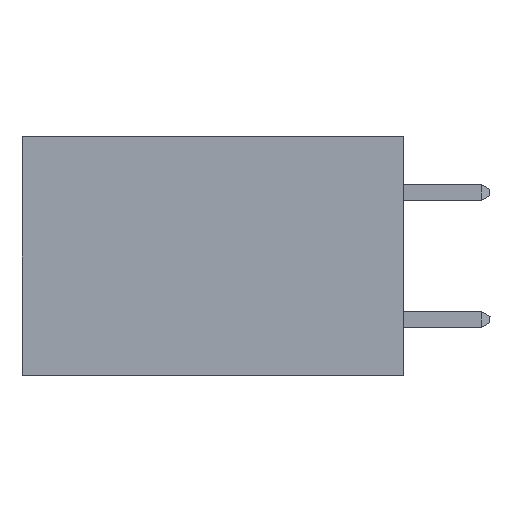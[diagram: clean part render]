
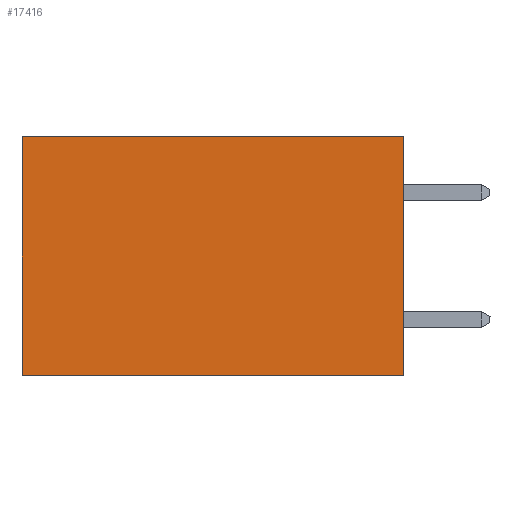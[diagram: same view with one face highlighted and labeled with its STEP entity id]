
A CAD part, left-side view. The second image highlights one B-rep face of the part: STEP entity #17416.
In plain terms, the highlighted planar face has unit normal (-1, 0, 0).
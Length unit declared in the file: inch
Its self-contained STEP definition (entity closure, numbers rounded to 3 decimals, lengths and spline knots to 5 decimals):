
#18 = CARTESIAN_POINT ( 'NONE',  ( 0.2875, 0., 0. ) ) ;
#323 = EDGE_CURVE ( 'NONE', #13096, #6444, #17198, .T. ) ;
#929 = ORIENTED_EDGE ( 'NONE', *, *, #323, .F. ) ;
#983 = DIRECTION ( 'NONE',  ( 0., 0., -1. ) ) ;
#1888 = DIRECTION ( 'NONE',  ( 0., 0., -1. ) ) ;
#3182 = VECTOR ( 'NONE', #5329, 39.37008 ) ;
#3335 = ORIENTED_EDGE ( 'NONE', *, *, #14429, .T. ) ;
#3385 = DIRECTION ( 'NONE',  ( 1., 0., 0. ) ) ;
#4304 = DIRECTION ( 'NONE',  ( 0., 1., 0. ) ) ;
#4798 = CARTESIAN_POINT ( 'NONE',  ( 0.2875, 0., -0.375 ) ) ;
#4811 = VECTOR ( 'NONE', #983, 39.37008 ) ;
#5329 = DIRECTION ( 'NONE',  ( 0., 1., 0. ) ) ;
#5346 = CARTESIAN_POINT ( 'NONE',  ( 0.2875, 0., 0. ) ) ;
#5692 = FACE_OUTER_BOUND ( 'NONE', #12779, .T. ) ;
#5965 = LINE ( 'NONE', #11688, #13186 ) ;
#6356 = ORIENTED_EDGE ( 'NONE', *, *, #12424, .T. ) ;
#6444 = VERTEX_POINT ( 'NONE', #15970 ) ;
#6947 = CARTESIAN_POINT ( 'NONE',  ( 0.2875, 0.6, 0. ) ) ;
#7941 = CARTESIAN_POINT ( 'NONE',  ( 0.2875, 0., -0.375 ) ) ;
#8852 = VERTEX_POINT ( 'NONE', #6947 ) ;
#9802 = EDGE_CURVE ( 'NONE', #6444, #15010, #13306, .T. ) ;
#11241 = CARTESIAN_POINT ( 'NONE',  ( 0.2875, 0., -0.375 ) ) ;
#11688 = CARTESIAN_POINT ( 'NONE',  ( 0.2875, 0.6, -0.375 ) ) ;
#12424 = EDGE_CURVE ( 'NONE', #8852, #15010, #5965, .T. ) ;
#12779 = EDGE_LOOP ( 'NONE', ( #6356, #15995, #929, #3335 ) ) ;
#13096 = VERTEX_POINT ( 'NONE', #5346 ) ;
#13186 = VECTOR ( 'NONE', #17282, 39.37008 ) ;
#13306 = LINE ( 'NONE', #11241, #3182 ) ;
#13600 = AXIS2_PLACEMENT_3D ( 'NONE', #4798, #3385, #1888 ) ;
#14429 = EDGE_CURVE ( 'NONE', #13096, #8852, #16405, .T. ) ;
#14613 = VECTOR ( 'NONE', #4304, 39.37008 ) ;
#14752 = PLANE ( 'NONE',  #13600 ) ;
#15010 = VERTEX_POINT ( 'NONE', #15892 ) ;
#15892 = CARTESIAN_POINT ( 'NONE',  ( 0.2875, 0.6, -0.375 ) ) ;
#15970 = CARTESIAN_POINT ( 'NONE',  ( 0.2875, 0., -0.375 ) ) ;
#15995 = ORIENTED_EDGE ( 'NONE', *, *, #9802, .F. ) ;
#16405 = LINE ( 'NONE', #18, #14613 ) ;
#17198 = LINE ( 'NONE', #7941, #4811 ) ;
#17282 = DIRECTION ( 'NONE',  ( 0., 0., -1. ) ) ;
#17416 = ADVANCED_FACE ( 'NONE', ( #5692 ), #14752, .F. ) ;
